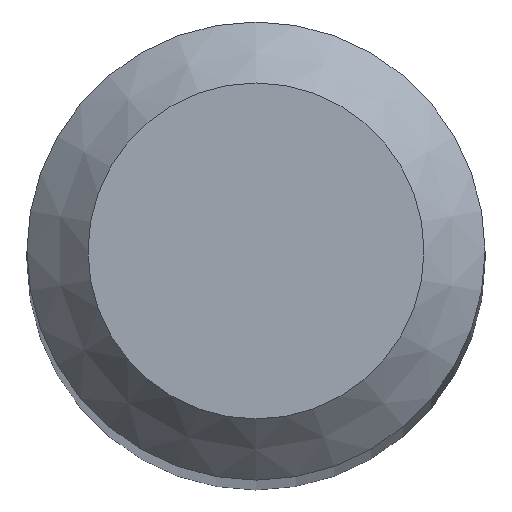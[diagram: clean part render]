
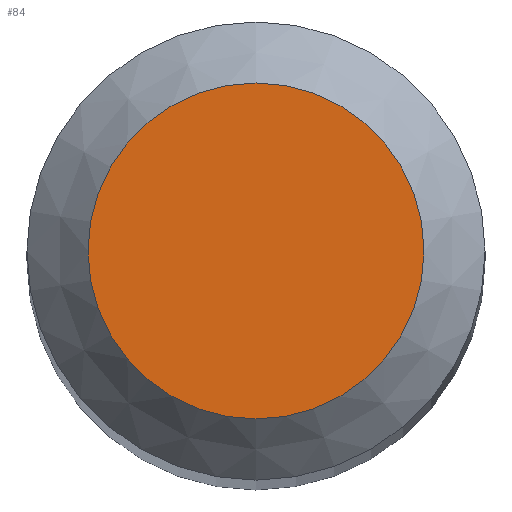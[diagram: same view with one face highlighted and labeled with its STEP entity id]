
A CAD part, top view. The second image highlights one B-rep face of the part: STEP entity #84.
In plain terms, the highlighted planar face has unit normal (0, 0, 1).
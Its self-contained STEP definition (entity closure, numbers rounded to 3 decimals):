
#5 = CARTESIAN_POINT ( 'NONE',  ( 0., 0., 30. ) ) ;
#7 = CIRCLE ( 'NONE', #51, 0.55 ) ;
#13 = FACE_OUTER_BOUND ( 'NONE', #196, .T. ) ;
#51 = AXIS2_PLACEMENT_3D ( 'NONE', #5, #207, #193 ) ;
#84 = ADVANCED_FACE ( 'NONE', ( #13 ), #120, .F. ) ;
#94 = VERTEX_POINT ( 'NONE', #126 ) ;
#99 = CARTESIAN_POINT ( 'NONE',  ( 0., 0., 30. ) ) ;
#120 = PLANE ( 'NONE',  #138 ) ;
#126 = CARTESIAN_POINT ( 'NONE',  ( 0., 0.55, 30. ) ) ;
#130 = ORIENTED_EDGE ( 'NONE', *, *, #175, .F. ) ;
#136 = DIRECTION ( 'NONE',  ( 0., 0., -1. ) ) ;
#138 = AXIS2_PLACEMENT_3D ( 'NONE', #99, #136, #206 ) ;
#175 = EDGE_CURVE ( 'NONE', #94, #94, #7, .T. ) ;
#193 = DIRECTION ( 'NONE',  ( 0., 1., 0. ) ) ;
#196 = EDGE_LOOP ( 'NONE', ( #130 ) ) ;
#206 = DIRECTION ( 'NONE',  ( 0., 1., 0. ) ) ;
#207 = DIRECTION ( 'NONE',  ( 0., 0., -1. ) ) ;
